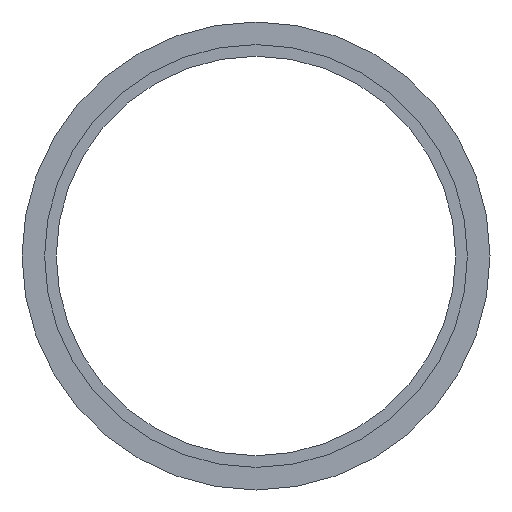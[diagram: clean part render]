
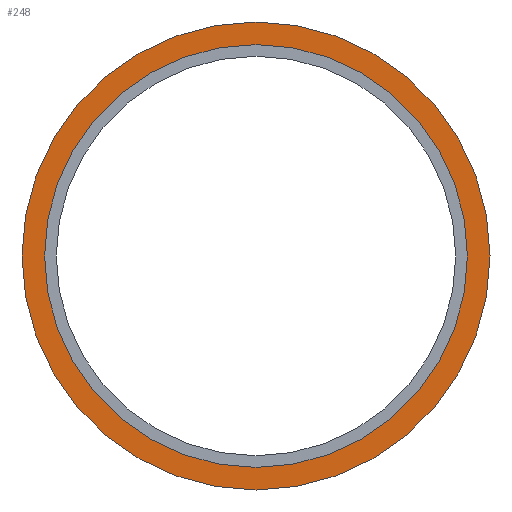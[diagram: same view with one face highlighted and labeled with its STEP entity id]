
A CAD part, front view. The second image highlights one B-rep face of the part: STEP entity #248.
In plain terms, the highlighted planar face has unit normal (0, -1, 0).
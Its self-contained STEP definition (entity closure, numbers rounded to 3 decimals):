
#2 = AXIS2_PLACEMENT_3D ( 'NONE', #334, #185, #242 ) ;
#3 = EDGE_CURVE ( 'NONE', #443, #500, #531, .T. ) ;
#20 = AXIS2_PLACEMENT_3D ( 'NONE', #60, #457, #411 ) ;
#60 = CARTESIAN_POINT ( 'NONE',  ( 0., 0., 0. ) ) ;
#81 = DIRECTION ( 'NONE',  ( -1., 0., 0. ) ) ;
#98 = ORIENTED_EDGE ( 'NONE', *, *, #145, .F. ) ;
#103 = AXIS2_PLACEMENT_3D ( 'NONE', #616, #434, #81 ) ;
#118 = EDGE_LOOP ( 'NONE', ( #98, #247 ) ) ;
#145 = EDGE_CURVE ( 'NONE', #360, #372, #239, .T. ) ;
#149 = CARTESIAN_POINT ( 'NONE',  ( 25.3, 0., 0. ) ) ;
#152 = FACE_BOUND ( 'NONE', #251, .T. ) ;
#162 = CIRCLE ( 'NONE', #2, 25.3 ) ;
#170 = CARTESIAN_POINT ( 'NONE',  ( -25.3, 0., 0. ) ) ;
#172 = DIRECTION ( 'NONE',  ( 0., 1., 0. ) ) ;
#185 = DIRECTION ( 'NONE',  ( 0., 1., 0. ) ) ;
#237 = PLANE ( 'NONE',  #103 ) ;
#239 = CIRCLE ( 'NONE', #428, 28. ) ;
#242 = DIRECTION ( 'NONE',  ( -1., 0., 0. ) ) ;
#247 = ORIENTED_EDGE ( 'NONE', *, *, #413, .F. ) ;
#248 = ADVANCED_FACE ( 'NONE', ( #298, #152 ), #237, .F. ) ;
#251 = EDGE_LOOP ( 'NONE', ( #266, #381 ) ) ;
#266 = ORIENTED_EDGE ( 'NONE', *, *, #302, .T. ) ;
#298 = FACE_OUTER_BOUND ( 'NONE', #118, .T. ) ;
#302 = EDGE_CURVE ( 'NONE', #500, #443, #162, .T. ) ;
#334 = CARTESIAN_POINT ( 'NONE',  ( 0., 0., 0. ) ) ;
#350 = AXIS2_PLACEMENT_3D ( 'NONE', #448, #541, #456 ) ;
#360 = VERTEX_POINT ( 'NONE', #586 ) ;
#372 = VERTEX_POINT ( 'NONE', #544 ) ;
#381 = ORIENTED_EDGE ( 'NONE', *, *, #3, .T. ) ;
#411 = DIRECTION ( 'NONE',  ( -1., 0., 0. ) ) ;
#413 = EDGE_CURVE ( 'NONE', #372, #360, #490, .T. ) ;
#428 = AXIS2_PLACEMENT_3D ( 'NONE', #463, #172, #550 ) ;
#434 = DIRECTION ( 'NONE',  ( 0., 1., 0. ) ) ;
#443 = VERTEX_POINT ( 'NONE', #149 ) ;
#448 = CARTESIAN_POINT ( 'NONE',  ( 0., 0., 0. ) ) ;
#456 = DIRECTION ( 'NONE',  ( -1., 0., 0. ) ) ;
#457 = DIRECTION ( 'NONE',  ( 0., 1., 0. ) ) ;
#463 = CARTESIAN_POINT ( 'NONE',  ( 0., 0., 0. ) ) ;
#490 = CIRCLE ( 'NONE', #350, 28. ) ;
#500 = VERTEX_POINT ( 'NONE', #170 ) ;
#531 = CIRCLE ( 'NONE', #20, 25.3 ) ;
#541 = DIRECTION ( 'NONE',  ( 0., 1., 0. ) ) ;
#544 = CARTESIAN_POINT ( 'NONE',  ( 28., 0., 0. ) ) ;
#550 = DIRECTION ( 'NONE',  ( -1., 0., 0. ) ) ;
#586 = CARTESIAN_POINT ( 'NONE',  ( -28., 0., 0. ) ) ;
#616 = CARTESIAN_POINT ( 'NONE',  ( 28., 0., 0. ) ) ;
